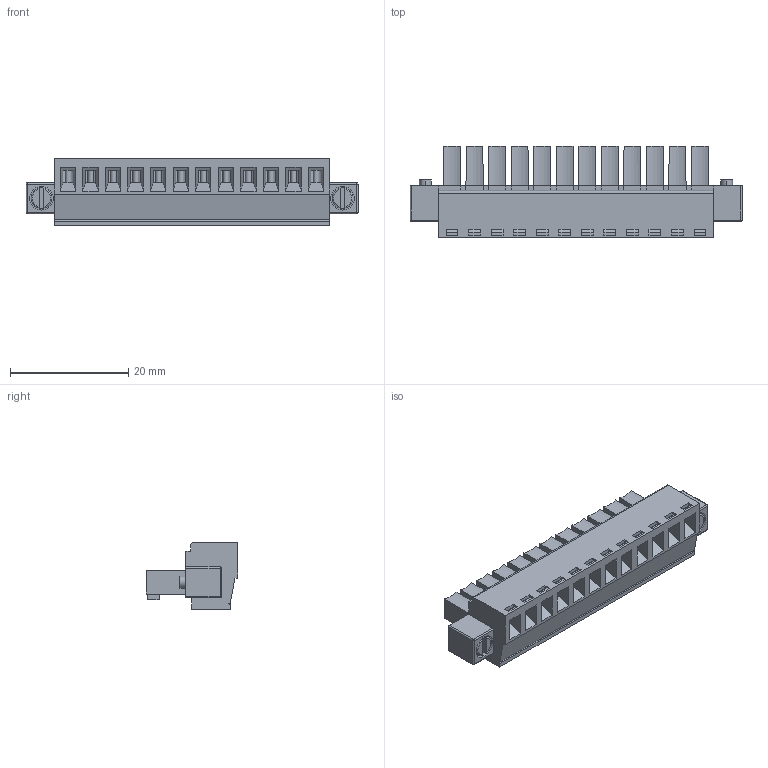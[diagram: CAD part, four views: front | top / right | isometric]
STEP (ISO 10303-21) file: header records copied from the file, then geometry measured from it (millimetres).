
FILE_DESCRIPTION (( 'STEP AP214' ), '1' );
FILE_NAME ('FTB38102-F12B2GNB-REF.STEP', '2025-07-14T05:58:07', ( '' ), ( '' ), 'SwSTEP 2.0', 'SolidWorks 2021', '' );
FILE_SCHEMA (( 'AUTOMOTIVE_DESIGN' ));
Length unit declared in the file: millimetre
Products named in the file (1): FTB38102-F12B2GNB-REF
Bounding box: 56.11 x 15.5 x 11.3 mm (x, y, z)
Volume: 4018.4 mm3; surface area: 6368.6 mm2
Topology: 1 solids, 1 shells, 756 faces, 1996 edges, 1270 vertices
Faces by surface type: plane 556, cylinder 168, cone 24, sphere 4, torus 4
Entity records: 23200 total; most frequent: CARTESIAN_POINT 4131, ORIENTED_EDGE 3984, DIRECTION 3872, EDGE_CURVE 1992, VECTOR 1562, LINE 1562, VERTEX_POINT 1270, AXIS2_PLACEMENT_3D 1155
